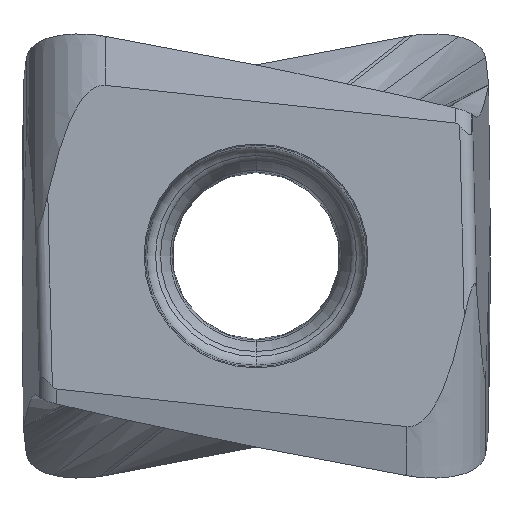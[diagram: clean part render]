
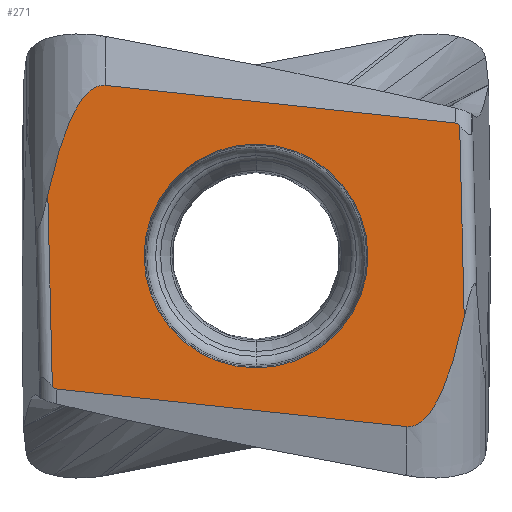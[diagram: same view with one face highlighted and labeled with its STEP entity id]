
A CAD part, front view. The second image highlights one B-rep face of the part: STEP entity #271.
In plain terms, the highlighted planar face has unit normal (0, -1, 0).
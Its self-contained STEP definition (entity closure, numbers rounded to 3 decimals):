
#65=FACE_BOUND('',#556,.T.);
#66=FACE_BOUND('',#557,.T.);
#271=ADVANCED_FACE('',(#65,#66),#306,.T.);
#306=PLANE('',#2581);
#556=EDGE_LOOP('',(#1420,#1421,#1422,#1423,#1424,#1425,#1426,#1427));
#557=EDGE_LOOP('',(#1428,#1429,#1430,#1431));
#607=LINE('',#5288,#714);
#621=LINE('',#5521,#730);
#673=LINE('',#8221,#786);
#674=LINE('',#8222,#787);
#714=VECTOR('',#2664,1.);
#730=VECTOR('',#2696,1.);
#786=VECTOR('',#2968,1.);
#787=VECTOR('',#2969,1.);
#1420=ORIENTED_EDGE('',*,*,#2044,.F.);
#1421=ORIENTED_EDGE('',*,*,#1843,.F.);
#1422=ORIENTED_EDGE('',*,*,#1847,.T.);
#1423=ORIENTED_EDGE('',*,*,#1854,.T.);
#1424=ORIENTED_EDGE('',*,*,#2045,.F.);
#1425=ORIENTED_EDGE('',*,*,#1819,.F.);
#1426=ORIENTED_EDGE('',*,*,#1822,.T.);
#1427=ORIENTED_EDGE('',*,*,#1826,.T.);
#1428=ORIENTED_EDGE('',*,*,#2042,.T.);
#1429=ORIENTED_EDGE('',*,*,#2040,.T.);
#1430=ORIENTED_EDGE('',*,*,#2039,.T.);
#1431=ORIENTED_EDGE('',*,*,#2043,.T.);
#1565=VERTEX_POINT('',#5263);
#1566=VERTEX_POINT('',#5264);
#1567=VERTEX_POINT('',#5289);
#1570=VERTEX_POINT('',#5374);
#1581=VERTEX_POINT('',#5485);
#1582=VERTEX_POINT('',#5486);
#1584=VERTEX_POINT('',#5522);
#1589=VERTEX_POINT('',#5609);
#1699=VERTEX_POINT('',#8210);
#1700=VERTEX_POINT('',#8212);
#1701=VERTEX_POINT('',#8214);
#1702=VERTEX_POINT('',#8218);
#1819=EDGE_CURVE('',#1565,#1566,#2154,.T.);
#1822=EDGE_CURVE('',#1565,#1567,#607,.T.);
#1826=EDGE_CURVE('',#1567,#1570,#2158,.T.);
#1843=EDGE_CURVE('',#1581,#1582,#2164,.T.);
#1847=EDGE_CURVE('',#1581,#1584,#621,.T.);
#1854=EDGE_CURVE('',#1584,#1589,#2172,.T.);
#2039=EDGE_CURVE('',#1700,#1699,#2373,.T.);
#2040=EDGE_CURVE('',#1701,#1700,#2374,.T.);
#2042=EDGE_CURVE('',#1702,#1701,#2376,.T.);
#2043=EDGE_CURVE('',#1699,#1702,#2377,.T.);
#2044=EDGE_CURVE('',#1582,#1570,#673,.T.);
#2045=EDGE_CURVE('',#1566,#1589,#674,.T.);
#2154=B_SPLINE_CURVE_WITH_KNOTS('',3,(#5253,#5254,#5255,#5256,#5257,#5258,
#5259,#5260,#5261,#5262),.UNSPECIFIED.,.F.,.F.,(4,1,1,1,1,1,1,4),(0.,0.143,
0.286,0.429,0.571,0.714,0.857,
1.),.UNSPECIFIED.);
#2158=B_SPLINE_CURVE_WITH_KNOTS('',3,(#5375,#5376,#5377,#5378,#5379,#5380,
#5381,#5382,#5383,#5384,#5385,#5386,#5387,#5388,#5389,#5390,#5391,#5392,
#5393,#5394,#5395,#5396,#5397,#5398,#5399,#5400),.UNSPECIFIED.,.F.,.F.,
(4,1,1,1,1,1,1,1,1,1,1,1,1,1,1,1,1,1,1,1,1,1,1,4),(0.,0.043,
0.087,0.13,0.174,0.217,0.261,
0.304,0.348,0.391,0.435,0.478,
0.522,0.565,0.609,0.652,0.696,
0.739,0.783,0.826,0.87,0.913,
0.957,1.),.UNSPECIFIED.);
#2164=B_SPLINE_CURVE_WITH_KNOTS('',3,(#5475,#5476,#5477,#5478,#5479,#5480,
#5481,#5482,#5483,#5484),.UNSPECIFIED.,.F.,.F.,(4,1,1,1,1,1,1,4),(0.,0.143,
0.286,0.429,0.571,0.714,0.857,
1.),.UNSPECIFIED.);
#2172=B_SPLINE_CURVE_WITH_KNOTS('',3,(#5610,#5611,#5612,#5613,#5614,#5615,
#5616,#5617,#5618,#5619,#5620,#5621,#5622,#5623,#5624,#5625,#5626,#5627,
#5628,#5629,#5630,#5631,#5632,#5633,#5634,#5635),.UNSPECIFIED.,.F.,.F.,
(4,1,1,1,1,1,1,1,1,1,1,1,1,1,1,1,1,1,1,1,1,1,1,4),(0.,0.043,
0.087,0.13,0.174,0.217,0.261,
0.304,0.348,0.391,0.435,0.478,
0.522,0.565,0.609,0.652,0.696,
0.739,0.783,0.826,0.87,0.913,
0.957,1.),.UNSPECIFIED.);
#2373=CIRCLE('',#2574,2.988);
#2374=CIRCLE('',#2575,2.988);
#2376=CIRCLE('',#2578,2.988);
#2377=CIRCLE('',#2579,2.988);
#2574=AXIS2_PLACEMENT_3D('',#8211,#2954,#2955);
#2575=AXIS2_PLACEMENT_3D('',#8213,#2956,#2957);
#2578=AXIS2_PLACEMENT_3D('',#8217,#2962,#2963);
#2579=AXIS2_PLACEMENT_3D('',#8219,#2964,#2965);
#2581=AXIS2_PLACEMENT_3D('',#8223,#2970,#2971);
#2664=DIRECTION('',(-0.994,0.,0.107));
#2696=DIRECTION('',(0.994,0.,-0.107));
#2954=DIRECTION('',(0.,1.,0.));
#2955=DIRECTION('',(0.005,0.,1.));
#2956=DIRECTION('',(0.,1.,0.));
#2957=DIRECTION('',(0.,0.,1.));
#2962=DIRECTION('',(0.,1.,0.));
#2963=DIRECTION('',(-0.005,0.,-1.));
#2964=DIRECTION('',(0.,1.,0.));
#2965=DIRECTION('',(0.,0.,-1.));
#2968=DIRECTION('',(-0.024,0.,1.));
#2969=DIRECTION('',(0.024,0.,-1.));
#2970=DIRECTION('',(0.,-1.,0.));
#2971=DIRECTION('',(1.,0.,0.024));
#5253=CARTESIAN_POINT('',(5.32,0.,3.55));
#5254=CARTESIAN_POINT('',(5.325,0.,3.549));
#5255=CARTESIAN_POINT('',(5.334,0.,3.547));
#5256=CARTESIAN_POINT('',(5.349,0.,3.543));
#5257=CARTESIAN_POINT('',(5.365,0.,3.536));
#5258=CARTESIAN_POINT('',(5.382,0.,3.526));
#5259=CARTESIAN_POINT('',(5.4,0.,3.513));
#5260=CARTESIAN_POINT('',(5.418,0.,3.496));
#5261=CARTESIAN_POINT('',(5.431,0.,3.482));
#5262=CARTESIAN_POINT('',(5.437,0.,3.475));
#5263=CARTESIAN_POINT('',(5.32,0.,3.55));
#5264=CARTESIAN_POINT('',(5.437,0.,3.475));
#5288=CARTESIAN_POINT('',(5.32,0.,3.55));
#5289=CARTESIAN_POINT('',(-4.024,0.,4.556));
#5374=CARTESIAN_POINT('',(-5.558,0.,1.632));
#5375=CARTESIAN_POINT('',(-4.024,0.,4.556));
#5376=CARTESIAN_POINT('',(-4.039,0.,4.557));
#5377=CARTESIAN_POINT('',(-4.067,0.,4.559));
#5378=CARTESIAN_POINT('',(-4.11,0.,4.557));
#5379=CARTESIAN_POINT('',(-4.153,0.,4.551));
#5380=CARTESIAN_POINT('',(-4.198,0.,4.541));
#5381=CARTESIAN_POINT('',(-4.243,0.,4.525));
#5382=CARTESIAN_POINT('',(-4.291,0.,4.504));
#5383=CARTESIAN_POINT('',(-4.341,0.,4.475));
#5384=CARTESIAN_POINT('',(-4.395,0.,4.439));
#5385=CARTESIAN_POINT('',(-4.452,0.,4.393));
#5386=CARTESIAN_POINT('',(-4.512,0.,4.335));
#5387=CARTESIAN_POINT('',(-4.577,0.,4.265));
#5388=CARTESIAN_POINT('',(-4.644,0.,4.179));
#5389=CARTESIAN_POINT('',(-4.715,0.,4.078));
#5390=CARTESIAN_POINT('',(-4.789,0.,3.958));
#5391=CARTESIAN_POINT('',(-4.865,0.,3.818));
#5392=CARTESIAN_POINT('',(-4.945,0.,3.656));
#5393=CARTESIAN_POINT('',(-5.027,0.,3.468));
#5394=CARTESIAN_POINT('',(-5.111,0.,3.254));
#5395=CARTESIAN_POINT('',(-5.197,0.,3.009));
#5396=CARTESIAN_POINT('',(-5.285,0.,2.73));
#5397=CARTESIAN_POINT('',(-5.375,0.,2.413));
#5398=CARTESIAN_POINT('',(-5.466,0.,2.053));
#5399=CARTESIAN_POINT('',(-5.527,0.,1.778));
#5400=CARTESIAN_POINT('',(-5.558,0.,1.632));
#5475=CARTESIAN_POINT('',(-5.32,0.,-3.55));
#5476=CARTESIAN_POINT('',(-5.325,0.,-3.549));
#5477=CARTESIAN_POINT('',(-5.334,0.,-3.547));
#5478=CARTESIAN_POINT('',(-5.349,0.,-3.543));
#5479=CARTESIAN_POINT('',(-5.365,0.,-3.536));
#5480=CARTESIAN_POINT('',(-5.382,0.,-3.526));
#5481=CARTESIAN_POINT('',(-5.4,0.,-3.513));
#5482=CARTESIAN_POINT('',(-5.418,0.,-3.496));
#5483=CARTESIAN_POINT('',(-5.431,0.,-3.482));
#5484=CARTESIAN_POINT('',(-5.437,0.,-3.475));
#5485=CARTESIAN_POINT('',(-5.32,0.,-3.55));
#5486=CARTESIAN_POINT('',(-5.437,0.,-3.475));
#5521=CARTESIAN_POINT('',(-5.32,0.,-3.55));
#5522=CARTESIAN_POINT('',(4.024,0.,-4.556));
#5609=CARTESIAN_POINT('',(5.558,0.,-1.632));
#5610=CARTESIAN_POINT('',(4.024,0.,-4.556));
#5611=CARTESIAN_POINT('',(4.039,0.,-4.557));
#5612=CARTESIAN_POINT('',(4.067,0.,-4.559));
#5613=CARTESIAN_POINT('',(4.11,0.,-4.557));
#5614=CARTESIAN_POINT('',(4.153,0.,-4.551));
#5615=CARTESIAN_POINT('',(4.198,0.,-4.541));
#5616=CARTESIAN_POINT('',(4.243,0.,-4.525));
#5617=CARTESIAN_POINT('',(4.291,0.,-4.504));
#5618=CARTESIAN_POINT('',(4.341,0.,-4.475));
#5619=CARTESIAN_POINT('',(4.395,0.,-4.439));
#5620=CARTESIAN_POINT('',(4.452,0.,-4.393));
#5621=CARTESIAN_POINT('',(4.512,0.,-4.335));
#5622=CARTESIAN_POINT('',(4.577,0.,-4.265));
#5623=CARTESIAN_POINT('',(4.644,0.,-4.179));
#5624=CARTESIAN_POINT('',(4.715,0.,-4.078));
#5625=CARTESIAN_POINT('',(4.789,0.,-3.958));
#5626=CARTESIAN_POINT('',(4.865,0.,-3.818));
#5627=CARTESIAN_POINT('',(4.945,0.,-3.656));
#5628=CARTESIAN_POINT('',(5.027,0.,-3.468));
#5629=CARTESIAN_POINT('',(5.111,0.,-3.254));
#5630=CARTESIAN_POINT('',(5.197,0.,-3.009));
#5631=CARTESIAN_POINT('',(5.285,0.,-2.73));
#5632=CARTESIAN_POINT('',(5.375,0.,-2.413));
#5633=CARTESIAN_POINT('',(5.466,0.,-2.053));
#5634=CARTESIAN_POINT('',(5.527,0.,-1.778));
#5635=CARTESIAN_POINT('',(5.558,0.,-1.632));
#8210=CARTESIAN_POINT('',(0.,0.,-2.988));
#8211=CARTESIAN_POINT('',(0.,0.,0.));
#8212=CARTESIAN_POINT('',(0.016,0.,2.988));
#8213=CARTESIAN_POINT('',(0.,0.,0.));
#8214=CARTESIAN_POINT('',(0.,0.,2.988));
#8217=CARTESIAN_POINT('',(0.,0.,0.));
#8218=CARTESIAN_POINT('',(-0.016,0.,-2.988));
#8219=CARTESIAN_POINT('',(0.,0.,0.));
#8221=CARTESIAN_POINT('',(-5.437,0.,-3.475));
#8222=CARTESIAN_POINT('',(5.437,0.,3.475));
#8223=CARTESIAN_POINT('',(-5.351,0.,-7.129));
